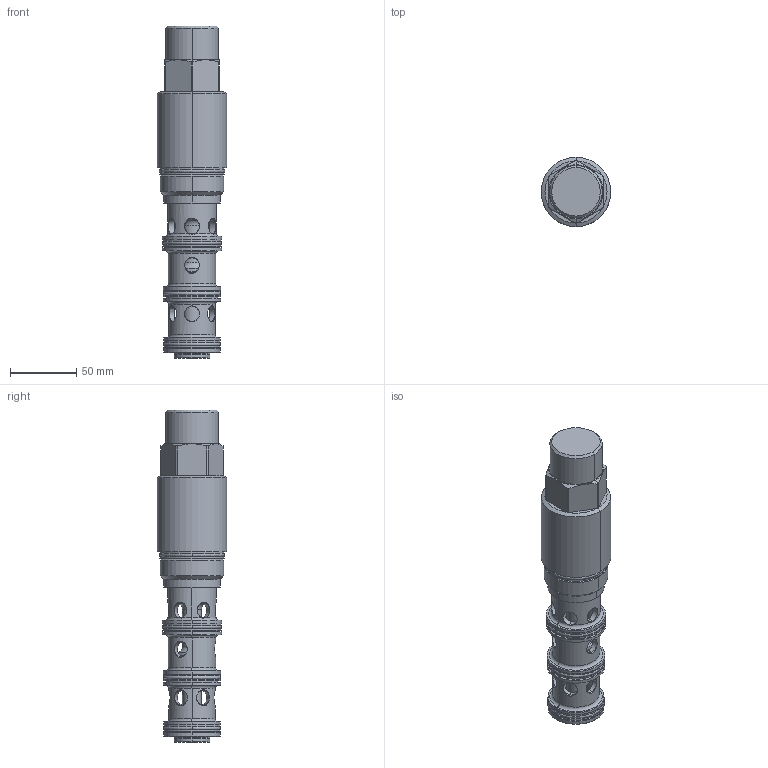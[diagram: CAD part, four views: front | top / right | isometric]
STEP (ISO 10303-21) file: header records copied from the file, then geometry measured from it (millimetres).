
FILE_DESCRIPTION((''),'2;1');
FILE_NAME('DSIO-XEN_PRT','2009-03-04T',('Administrator'),(''),'PRO/ENGINEER BY PARAMETRIC TECHNOLOGY CORPORATION, 2006240','PRO/ENGINEER BY PARAMETRIC TECHNOLOGY CORPORATION, 2006240','');
FILE_SCHEMA(('CONFIG_CONTROL_DESIGN'));
Length unit declared in the file: inch
Products named in the file (1): DSIO-XEN_PRT
Bounding box: 52.3 x 52.3 x 250.48 mm (x, y, z)
Volume: 327134 mm3; surface area: 61291.5 mm2
Topology: 3 solids, 11 shells, 418 faces, 976 edges, 600 vertices
Faces by surface type: cylinder 183, plane 83, torus 82, cone 60, revolution 10
Entity records: 14114 total; most frequent: CARTESIAN_POINT 4368, DIRECTION 2150, ORIENTED_EDGE 1944, EDGE_CURVE 972, AXIS2_PLACEMENT_3D 956, VERTEX_POINT 600, CIRCLE 548, EDGE_LOOP 500
